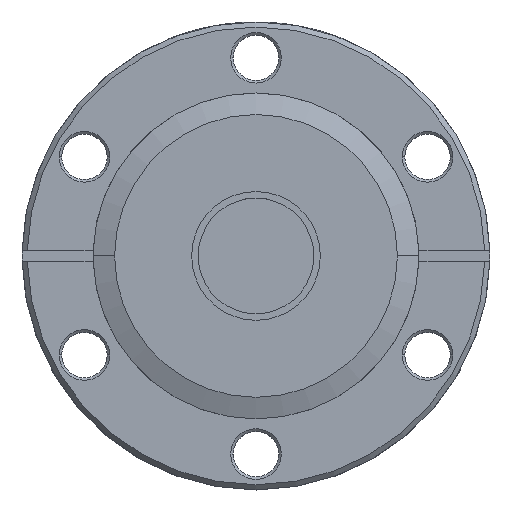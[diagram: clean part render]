
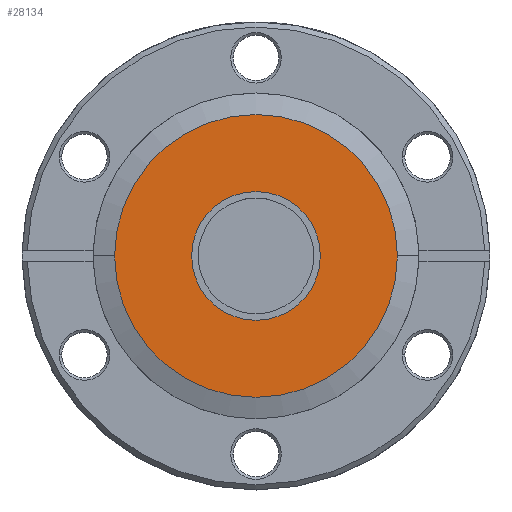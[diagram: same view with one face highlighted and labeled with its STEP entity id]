
A CAD part, top view. The second image highlights one B-rep face of the part: STEP entity #28134.
In plain terms, the highlighted planar face has unit normal (0, 0, 1).
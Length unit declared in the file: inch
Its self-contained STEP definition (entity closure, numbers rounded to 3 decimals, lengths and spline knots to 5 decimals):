
#438 = EDGE_CURVE ( 'NONE', #9488, #9487, #39620, .T. ) ;
#439 = EDGE_CURVE ( 'NONE', #5372, #4990, #39625, .T. ) ;
#3081 = EDGE_LOOP ( 'NONE', ( #48189, #48192 ) ) ;
#3084 = EDGE_LOOP ( 'NONE', ( #48194, #48196 ) ) ;
#3619 = CARTESIAN_POINT ( 'NONE',  ( 0., 0., -0.051 ) ) ;
#3620 = DIRECTION ( 'NONE',  ( 0., 0., -1. ) ) ;
#3621 = DIRECTION ( 'NONE',  ( 0., -1., 0. ) ) ;
#4990 = VERTEX_POINT ( 'NONE', #50170 ) ;
#5372 = VERTEX_POINT ( 'NONE', #50476 ) ;
#9487 = VERTEX_POINT ( 'NONE', #28305 ) ;
#9488 = VERTEX_POINT ( 'NONE', #28306 ) ;
#12817 = EDGE_CURVE ( 'NONE', #4990, #5372, #23884, .T. ) ;
#15531 = EDGE_CURVE ( 'NONE', #9487, #9488, #24042, .T. ) ;
#20047 = AXIS2_PLACEMENT_3D ( 'NONE', #42341, #42346, #42347 ) ;
#22887 = DIRECTION ( 'NONE',  ( 0., 1., 0. ) ) ;
#22888 = DIRECTION ( 'NONE',  ( 0., 0., 1. ) ) ;
#22889 = CARTESIAN_POINT ( 'NONE',  ( 0., 0., -0.051 ) ) ;
#22890 = DIRECTION ( 'NONE',  ( 0., -1., 0. ) ) ;
#22892 = DIRECTION ( 'NONE',  ( 0., 0., -1. ) ) ;
#22895 = CARTESIAN_POINT ( 'NONE',  ( 0., 0., -0.051 ) ) ;
#23884 = CIRCLE ( 'NONE', #49457, 0.825 ) ;
#24042 = CIRCLE ( 'NONE', #49504, 0.3755 ) ;
#28134 = ADVANCED_FACE ( 'NONE', ( #41020, #41025 ), #42344, .T. ) ;
#28305 = CARTESIAN_POINT ( 'NONE',  ( 0., -0.3755, -0.051 ) ) ;
#28306 = CARTESIAN_POINT ( 'NONE',  ( 0., 0.3755, -0.051 ) ) ;
#29158 = CARTESIAN_POINT ( 'NONE',  ( 0., 0., -0.051 ) ) ;
#29159 = DIRECTION ( 'NONE',  ( 0., 0., 1. ) ) ;
#29160 = DIRECTION ( 'NONE',  ( 0., 1., 0. ) ) ;
#39620 = CIRCLE ( 'NONE', #49307, 0.3755 ) ;
#39625 = CIRCLE ( 'NONE', #49308, 0.825 ) ;
#41020 = FACE_BOUND ( 'NONE', #3081, .T. ) ;
#41025 = FACE_OUTER_BOUND ( 'NONE', #3084, .T. ) ;
#42341 = CARTESIAN_POINT ( 'NONE',  ( -0.825, 0., -0.051 ) ) ;
#42344 = PLANE ( 'NONE',  #20047 ) ;
#42346 = DIRECTION ( 'NONE',  ( 0., 0., 1. ) ) ;
#42347 = DIRECTION ( 'NONE',  ( 0., -1., 0. ) ) ;
#48189 = ORIENTED_EDGE ( 'NONE', *, *, #15531, .T. ) ;
#48192 = ORIENTED_EDGE ( 'NONE', *, *, #438, .T. ) ;
#48194 = ORIENTED_EDGE ( 'NONE', *, *, #12817, .T. ) ;
#48196 = ORIENTED_EDGE ( 'NONE', *, *, #439, .T. ) ;
#49307 = AXIS2_PLACEMENT_3D ( 'NONE', #22895, #22892, #22890 ) ;
#49308 = AXIS2_PLACEMENT_3D ( 'NONE', #22889, #22888, #22887 ) ;
#49457 = AXIS2_PLACEMENT_3D ( 'NONE', #29158, #29159, #29160 ) ;
#49504 = AXIS2_PLACEMENT_3D ( 'NONE', #3619, #3620, #3621 ) ;
#50170 = CARTESIAN_POINT ( 'NONE',  ( 0., 0.825, -0.051 ) ) ;
#50476 = CARTESIAN_POINT ( 'NONE',  ( 0., -0.825, -0.051 ) ) ;
